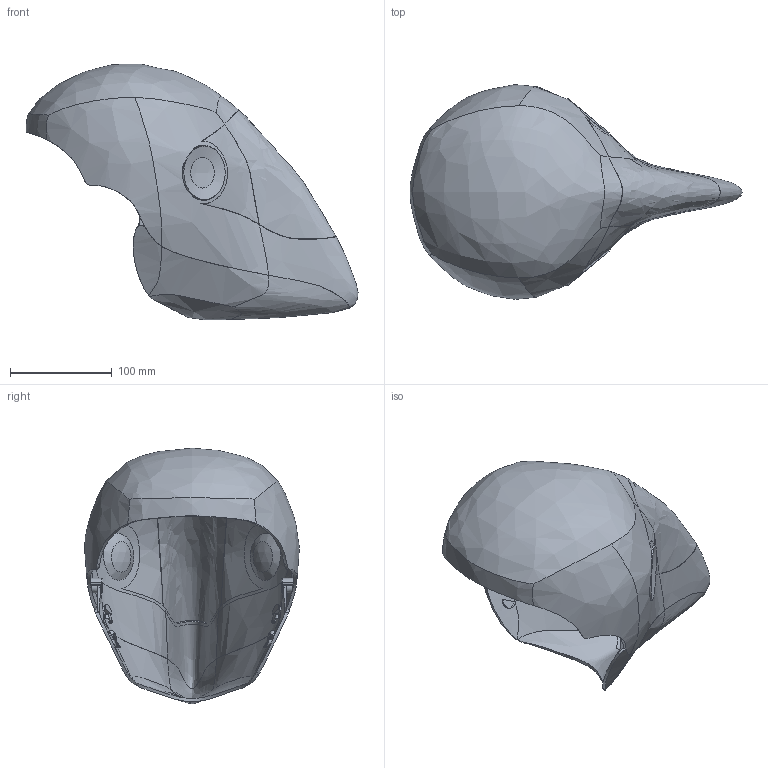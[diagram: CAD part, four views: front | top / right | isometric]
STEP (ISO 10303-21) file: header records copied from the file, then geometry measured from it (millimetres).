
FILE_DESCRIPTION(/* description */ (''),/* implementation_level */ '2;1');
FILE_NAME(/* name */ 'Crow Head V2 v28.step',/* time_stamp */ '2024-08-27T19:29:48+10:00',/* author */ (''),/* organization */ (''),/* preprocessor_version */ 'ST-DEVELOPER v20',/* originating_system */ 'Autodesk Translation Framework v13.14.0.145',/* authorisation */ '');
FILE_SCHEMA (('AUTOMOTIVE_DESIGN { 1 0 10303 214 3 1 1 }'));
Length unit declared in the file: millimetre
Products named in the file (3): Crow Head V2; Eye_v15 R; Eye_v15 L
Assembly tree (2 placements, depth 2):
  Crow Head V2
    Eye_v15 R
    Eye_v15 L
Bounding box: 325.87 x 210.66 x 250.8 mm (x, y, z)
Volume: 367836.4 mm3; surface area: 293523.9 mm2
Topology: 7 solids, 7 shells, 260 faces, 764 edges, 524 vertices
Faces by surface type: bspline 124, plane 58, cylinder 50, sphere 20, torus 6, cone 2
Full cylindrical faces by diameter (mm): 4 x6, 30 x4
Entity records: 26301 total; most frequent: CARTESIAN_POINT 20333, ORIENTED_EDGE 1528, EDGE_CURVE 764, DIRECTION 722, VERTEX_POINT 524, B_SPLINE_CURVE_WITH_KNOTS 464, EDGE_LOOP 292, AXIS2_PLACEMENT_3D 281
